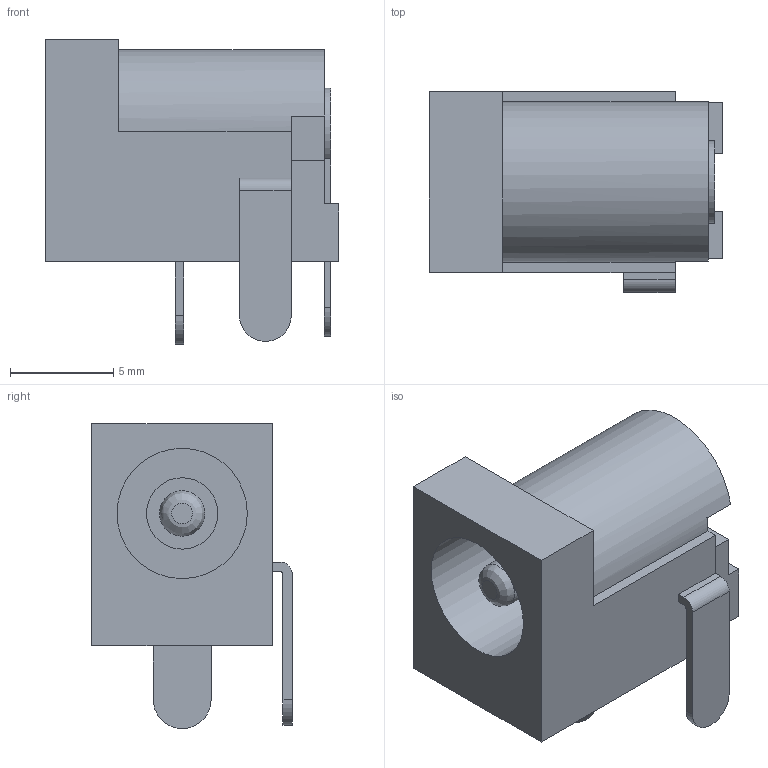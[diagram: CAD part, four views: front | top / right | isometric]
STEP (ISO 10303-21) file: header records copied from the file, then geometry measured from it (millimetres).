
FILE_DESCRIPTION((''),'2;1');
FILE_NAME('2.1mm DC Power Socket.stp','2012-05-07T16:21:12',('sdarley'),(''),'Autodesk Inventor 2013','Autodesk Inventor 2013','');
FILE_SCHEMA(('AUTOMOTIVE_DESIGN { 1 0 10303 214 1 1 1 1 }'));
Length unit declared in the file: millimetre
Products named in the file (6): 2.1mm DC Power Socket; 2.1mm DC Power Socket Housing; 2.1mm DC Power Socket Pin; Terminal 1; Terminal 2; Terminal 3
Assembly tree (5 placements, depth 2):
  2.1mm DC Power Socket
    2.1mm DC Power Socket Housing
    2.1mm DC Power Socket Pin
    Terminal 1
    Terminal 2
    Terminal 3
Bounding box: 14.2 x 9.7 x 14.75 mm (x, y, z)
Volume: 882.7 mm3; surface area: 1099.5 mm2
Topology: 5 solids, 5 shells, 54 faces, 125 edges, 83 vertices
Faces by surface type: plane 42, cylinder 11, bspline 1
Full cylindrical faces by diameter (mm): 1.8 x1, 2.2 x1, 3.45 x1, 6.3 x1
Entity records: 1721 total; most frequent: CARTESIAN_POINT 310, DIRECTION 271, ORIENTED_EDGE 238, EDGE_CURVE 119, VECTOR 95, LINE 95, AXIS2_PLACEMENT_3D 88, VERTEX_POINT 82
